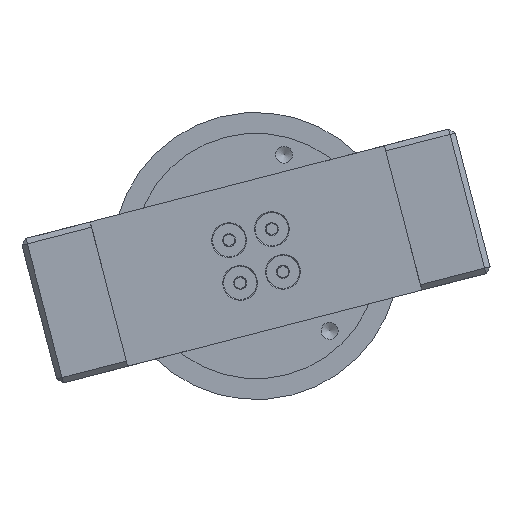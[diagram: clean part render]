
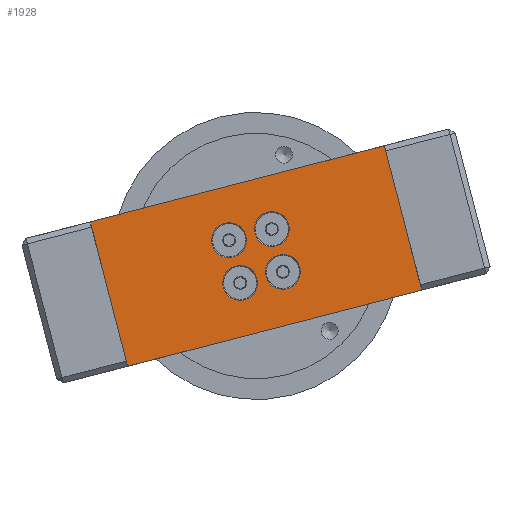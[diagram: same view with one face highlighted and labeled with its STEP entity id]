
A CAD part, front view. The second image highlights one B-rep face of the part: STEP entity #1928.
In plain terms, the highlighted planar face has unit normal (0, -1, 0).
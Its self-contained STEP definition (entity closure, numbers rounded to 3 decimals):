
#150=FACE_BOUND('',#443,.T.);
#151=FACE_BOUND('',#444,.T.);
#152=FACE_BOUND('',#445,.T.);
#153=FACE_BOUND('',#446,.T.);
#187=PLANE('',#2143);
#310=FACE_OUTER_BOUND('',#442,.T.);
#442=EDGE_LOOP('',(#1526,#1527,#1528,#1529));
#443=EDGE_LOOP('',(#1530));
#444=EDGE_LOOP('',(#1531));
#445=EDGE_LOOP('',(#1532));
#446=EDGE_LOOP('',(#1533));
#585=LINE('',#2929,#735);
#600=LINE('',#2987,#750);
#601=LINE('',#2988,#751);
#602=LINE('',#2989,#752);
#735=VECTOR('',#2435,10.);
#750=VECTOR('',#2502,10.);
#751=VECTOR('',#2503,10.);
#752=VECTOR('',#2504,10.);
#833=CIRCLE('',#2128,3.15);
#835=CIRCLE('',#2132,3.15);
#837=CIRCLE('',#2136,3.15);
#839=CIRCLE('',#2140,3.15);
#916=VERTEX_POINT('',#2926);
#917=VERTEX_POINT('',#2928);
#925=VERTEX_POINT('',#2953);
#927=VERTEX_POINT('',#2961);
#929=VERTEX_POINT('',#2969);
#931=VERTEX_POINT('',#2977);
#933=VERTEX_POINT('',#2985);
#934=VERTEX_POINT('',#2986);
#1123=EDGE_CURVE('',#916,#917,#585,.T.);
#1134=EDGE_CURVE('',#925,#925,#833,.T.);
#1138=EDGE_CURVE('',#927,#927,#835,.T.);
#1142=EDGE_CURVE('',#929,#929,#837,.T.);
#1146=EDGE_CURVE('',#931,#931,#839,.T.);
#1150=EDGE_CURVE('',#933,#934,#600,.T.);
#1151=EDGE_CURVE('',#917,#933,#601,.T.);
#1152=EDGE_CURVE('',#916,#934,#602,.T.);
#1526=ORIENTED_EDGE('',*,*,#1150,.F.);
#1527=ORIENTED_EDGE('',*,*,#1151,.F.);
#1528=ORIENTED_EDGE('',*,*,#1123,.F.);
#1529=ORIENTED_EDGE('',*,*,#1152,.T.);
#1530=ORIENTED_EDGE('',*,*,#1134,.T.);
#1531=ORIENTED_EDGE('',*,*,#1138,.T.);
#1532=ORIENTED_EDGE('',*,*,#1142,.T.);
#1533=ORIENTED_EDGE('',*,*,#1146,.T.);
#1928=ADVANCED_FACE('',(#310,#150,#151,#152,#153),#187,.F.);
#2128=AXIS2_PLACEMENT_3D('',#2954,#2462,#2463);
#2132=AXIS2_PLACEMENT_3D('',#2962,#2472,#2473);
#2136=AXIS2_PLACEMENT_3D('',#2970,#2482,#2483);
#2140=AXIS2_PLACEMENT_3D('',#2978,#2492,#2493);
#2143=AXIS2_PLACEMENT_3D('',#2984,#2500,#2501);
#2435=DIRECTION('',(0.,0.,-1.));
#2462=DIRECTION('center_axis',(0.,1.,0.));
#2463=DIRECTION('ref_axis',(1.,0.,0.));
#2472=DIRECTION('center_axis',(0.,1.,0.));
#2473=DIRECTION('ref_axis',(1.,0.,0.));
#2482=DIRECTION('center_axis',(0.,1.,0.));
#2483=DIRECTION('ref_axis',(1.,0.,0.));
#2492=DIRECTION('center_axis',(0.,1.,0.));
#2493=DIRECTION('ref_axis',(1.,0.,0.));
#2500=DIRECTION('center_axis',(0.,1.,0.));
#2501=DIRECTION('ref_axis',(0.,0.,-1.));
#2502=DIRECTION('',(0.,0.,1.));
#2503=DIRECTION('',(-1.,0.,0.));
#2504=DIRECTION('',(-1.,0.,0.));
#2926=CARTESIAN_POINT('',(13.5,11.,35.5));
#2928=CARTESIAN_POINT('',(13.5,11.,-35.5));
#2929=CARTESIAN_POINT('',(13.5,11.,38.));
#2953=CARTESIAN_POINT('',(-7.15,11.,-4.));
#2954=CARTESIAN_POINT('Origin',(-4.,11.,-4.));
#2961=CARTESIAN_POINT('',(0.85,11.,4.));
#2962=CARTESIAN_POINT('Origin',(4.,11.,4.));
#2969=CARTESIAN_POINT('',(0.85,11.,-4.));
#2970=CARTESIAN_POINT('Origin',(4.,11.,-4.));
#2977=CARTESIAN_POINT('',(-7.15,11.,4.));
#2978=CARTESIAN_POINT('Origin',(-4.,11.,4.));
#2984=CARTESIAN_POINT('Origin',(13.5,11.,35.5));
#2985=CARTESIAN_POINT('',(-13.5,11.,-35.5));
#2986=CARTESIAN_POINT('',(-13.5,11.,35.5));
#2987=CARTESIAN_POINT('',(-13.5,11.,-2.5));
#2988=CARTESIAN_POINT('',(13.5,11.,-35.5));
#2989=CARTESIAN_POINT('',(13.5,11.,35.5));
